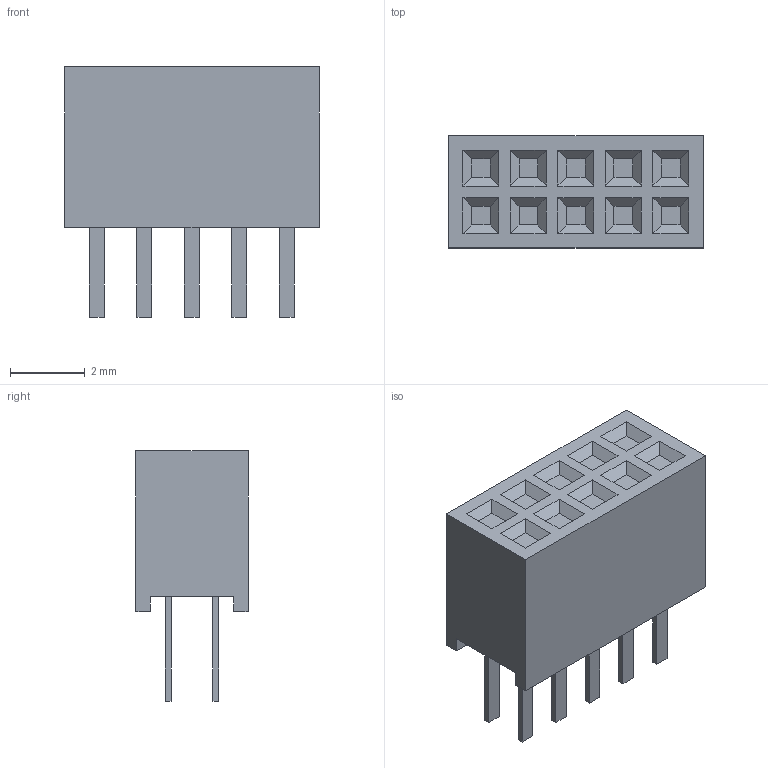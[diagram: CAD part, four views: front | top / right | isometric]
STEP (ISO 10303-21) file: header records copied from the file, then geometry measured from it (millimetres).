
FILE_DESCRIPTION(/* description */ (''),/* implementation_level */ '2;1');
FILE_NAME(/* name */ 'FCI_20021311-00010T4LF.stp',/* time_stamp */ '2016-07-13T11:25:13+02:00',/* author */ ('riccim'),/* organization */ ('SolidWorks'),/* preprocessor_version */ 'ST-DEVELOPER v15.5',/* originating_system */ 'AutoCAD Mechanical',/* authorisation */ ' ');
FILE_SCHEMA (('AUTOMOTIVE_DESIGN { 1 0 10303 214 3 1 1 }'));
Length unit declared in the file: millimetre
Products named in the file (1): Product
Bounding box: 6.81 x 3 x 6.7 mm (x, y, z)
Volume: 82.2 mm3; surface area: 163.7 mm2
Topology: 11 solids, 11 shells, 120 faces, 264 edges, 176 vertices
Faces by surface type: plane 120
Entity records: 3257 total; most frequent: CARTESIAN_POINT 561, ORIENTED_EDGE 528, DIRECTION 506, LINE 264, VECTOR 264, EDGE_CURVE 264, VERTEX_POINT 176, EDGE_LOOP 130
